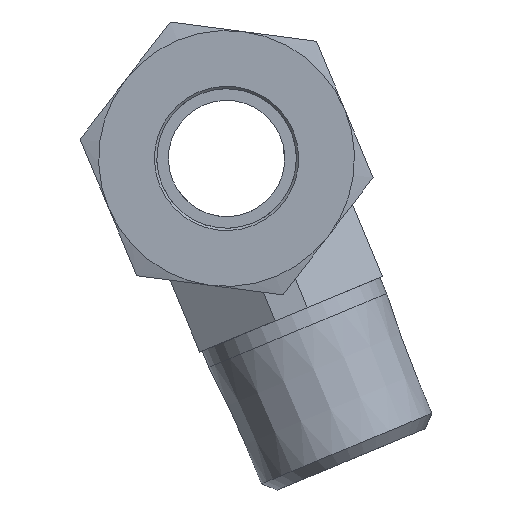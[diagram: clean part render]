
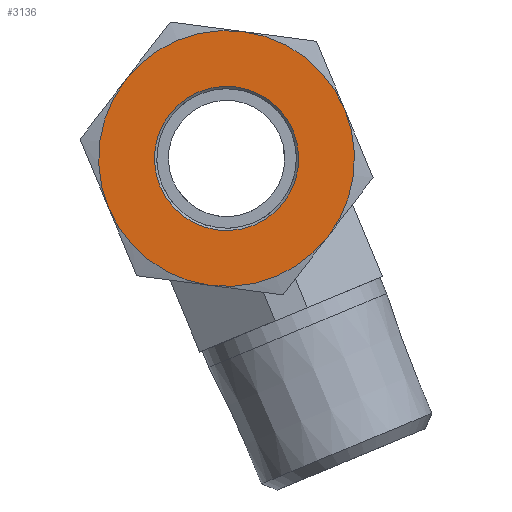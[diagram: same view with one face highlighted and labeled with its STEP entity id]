
A CAD part, front view. The second image highlights one B-rep face of the part: STEP entity #3136.
In plain terms, the highlighted face is planar.
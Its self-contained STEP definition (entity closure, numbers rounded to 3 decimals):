
#3040=CARTESIAN_POINT('',(6.2,0.,15.5));
#3041=VERTEX_POINT('',#3040);
#3042=CARTESIAN_POINT('',(0.0,0.0,15.5));
#3043=DIRECTION('',(0.0,0.0,1.0));
#3044=DIRECTION('',(-1.0,0.0,0.0));
#3045=AXIS2_PLACEMENT_3D('',#3042,#3043,#3044);
#3046=CIRCLE('',#3045,6.2);
#3047=EDGE_CURVE('',#3041,#3041,#3046,.T.);
#3072=CARTESIAN_POINT('',(0.,0.0,15.5));
#3073=DIRECTION('',(0.0,0.0,1.0));
#3074=DIRECTION('',(1.0,0.0,0.0));
#3075=AXIS2_PLACEMENT_3D('',#3072,#3073,#3074);
#3076=PLANE('',#3075);
#3077=CARTESIAN_POINT('',(-5.5,-9.526,15.5));
#3078=VERTEX_POINT('',#3077);
#3079=CARTESIAN_POINT('',(5.5,-9.526,15.5));
#3080=VERTEX_POINT('',#3079);
#3081=CARTESIAN_POINT('',(0.0,0.0,15.5));
#3082=DIRECTION('',(0.0,0.0,1.0));
#3083=DIRECTION('',(-0.5,-0.866,0.0));
#3084=AXIS2_PLACEMENT_3D('',#3081,#3082,#3083);
#3085=CIRCLE('',#3084,11.);
#3086=EDGE_CURVE('',#3078,#3080,#3085,.T.);
#3087=ORIENTED_EDGE('',*,*,#3086,.T.);
#3088=CARTESIAN_POINT('',(11.,0.,15.5));
#3089=VERTEX_POINT('',#3088);
#3090=CARTESIAN_POINT('',(0.0,0.0,15.5));
#3091=DIRECTION('',(0.0,0.0,1.0));
#3092=DIRECTION('',(-0.5,-0.866,0.0));
#3093=AXIS2_PLACEMENT_3D('',#3090,#3091,#3092);
#3094=CIRCLE('',#3093,11.);
#3095=EDGE_CURVE('',#3080,#3089,#3094,.T.);
#3096=ORIENTED_EDGE('',*,*,#3095,.T.);
#3097=CARTESIAN_POINT('',(5.5,9.526,15.5));
#3098=VERTEX_POINT('',#3097);
#3099=CARTESIAN_POINT('',(0.0,0.0,15.5));
#3100=DIRECTION('',(0.0,0.0,1.0));
#3101=DIRECTION('',(-0.5,-0.866,0.0));
#3102=AXIS2_PLACEMENT_3D('',#3099,#3100,#3101);
#3103=CIRCLE('',#3102,11.);
#3104=EDGE_CURVE('',#3089,#3098,#3103,.T.);
#3105=ORIENTED_EDGE('',*,*,#3104,.T.);
#3106=CARTESIAN_POINT('',(-5.5,9.526,15.5));
#3107=VERTEX_POINT('',#3106);
#3108=CARTESIAN_POINT('',(0.0,0.0,15.5));
#3109=DIRECTION('',(0.0,0.0,1.0));
#3110=DIRECTION('',(-0.5,-0.866,0.0));
#3111=AXIS2_PLACEMENT_3D('',#3108,#3109,#3110);
#3112=CIRCLE('',#3111,11.);
#3113=EDGE_CURVE('',#3098,#3107,#3112,.T.);
#3114=ORIENTED_EDGE('',*,*,#3113,.T.);
#3115=CARTESIAN_POINT('',(-11.0,0.0,15.5));
#3116=VERTEX_POINT('',#3115);
#3117=CARTESIAN_POINT('',(0.0,0.0,15.5));
#3118=DIRECTION('',(0.0,0.0,1.0));
#3119=DIRECTION('',(-0.5,-0.866,0.0));
#3120=AXIS2_PLACEMENT_3D('',#3117,#3118,#3119);
#3121=CIRCLE('',#3120,11.);
#3122=EDGE_CURVE('',#3107,#3116,#3121,.T.);
#3123=ORIENTED_EDGE('',*,*,#3122,.T.);
#3124=CARTESIAN_POINT('',(0.0,0.0,15.5));
#3125=DIRECTION('',(0.0,0.0,1.0));
#3126=DIRECTION('',(-0.5,-0.866,0.0));
#3127=AXIS2_PLACEMENT_3D('',#3124,#3125,#3126);
#3128=CIRCLE('',#3127,11.);
#3129=EDGE_CURVE('',#3116,#3078,#3128,.T.);
#3130=ORIENTED_EDGE('',*,*,#3129,.T.);
#3131=EDGE_LOOP('',(#3087,#3096,#3105,#3114,#3123,#3130));
#3132=FACE_OUTER_BOUND('',#3131,.T.);
#3133=ORIENTED_EDGE('',*,*,#3047,.F.);
#3134=EDGE_LOOP('',(#3133));
#3135=FACE_BOUND('',#3134,.T.);
#3136=ADVANCED_FACE('',(#3132,#3135),#3076,.T.);
